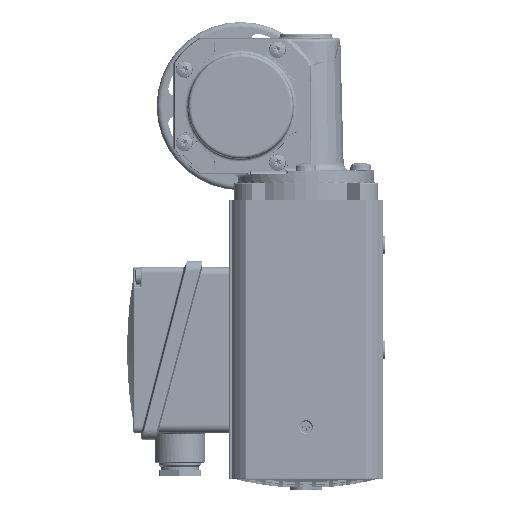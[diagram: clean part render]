
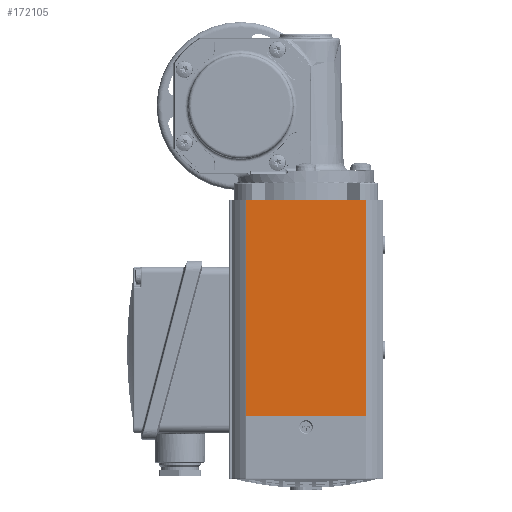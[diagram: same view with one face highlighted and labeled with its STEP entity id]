
A CAD part, left-side view. The second image highlights one B-rep face of the part: STEP entity #172105.
In plain terms, the highlighted planar face has unit normal (-1, 0, 0).
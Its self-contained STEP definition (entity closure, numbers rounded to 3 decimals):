
#2760 = CARTESIAN_POINT ( 'NONE',  ( -36.5, -28.5, -104. ) ) ;
#20079 = CARTESIAN_POINT ( 'NONE',  ( -36.5, 36.5, -104. ) ) ;
#40030 = LINE ( 'NONE', #238814, #89749 ) ;
#41473 = DIRECTION ( 'NONE',  ( 0., -1., 0. ) ) ;
#51338 = ORIENTED_EDGE ( 'NONE', *, *, #76815, .F. ) ;
#65212 = CARTESIAN_POINT ( 'NONE',  ( -36.5, -28.5, -0.5 ) ) ;
#71856 = VERTEX_POINT ( 'NONE', #65212 ) ;
#72668 = ORIENTED_EDGE ( 'NONE', *, *, #112358, .T. ) ;
#76815 = EDGE_CURVE ( 'NONE', #262701, #267219, #136467, .T. ) ;
#83754 = EDGE_LOOP ( 'NONE', ( #51338, #249175, #184277, #72668 ) ) ;
#89749 = VECTOR ( 'NONE', #111596, 1000. ) ;
#110395 = EDGE_CURVE ( 'NONE', #262701, #143260, #40030, .T. ) ;
#111596 = DIRECTION ( 'NONE',  ( 0., -1., 0. ) ) ;
#112358 = EDGE_CURVE ( 'NONE', #71856, #267219, #194966, .T. ) ;
#115216 = EDGE_CURVE ( 'NONE', #143260, #71856, #187563, .T. ) ;
#127673 = CARTESIAN_POINT ( 'NONE',  ( -36.5, 36.5, -0.5 ) ) ;
#129862 = VECTOR ( 'NONE', #134308, 1000. ) ;
#131116 = VECTOR ( 'NONE', #237651, 1000. ) ;
#134308 = DIRECTION ( 'NONE',  ( 0., 0., 1. ) ) ;
#136467 = LINE ( 'NONE', #261609, #129862 ) ;
#138434 = VECTOR ( 'NONE', #191701, 1000. ) ;
#143260 = VERTEX_POINT ( 'NONE', #250410 ) ;
#157835 = FACE_OUTER_BOUND ( 'NONE', #83754, .T. ) ;
#157977 = AXIS2_PLACEMENT_3D ( 'NONE', #20079, #168346, #41473 ) ;
#163949 = CARTESIAN_POINT ( 'NONE',  ( -36.5, 28.5, -103.5 ) ) ;
#168346 = DIRECTION ( 'NONE',  ( -1., 0., 0. ) ) ;
#172105 = ADVANCED_FACE ( 'NONE', ( #157835 ), #188845, .T. ) ;
#184277 = ORIENTED_EDGE ( 'NONE', *, *, #115216, .T. ) ;
#187563 = LINE ( 'NONE', #2760, #131116 ) ;
#188845 = PLANE ( 'NONE',  #157977 ) ;
#191701 = DIRECTION ( 'NONE',  ( 0., 1., 0. ) ) ;
#194966 = LINE ( 'NONE', #127673, #138434 ) ;
#237651 = DIRECTION ( 'NONE',  ( 0., 0., 1. ) ) ;
#238814 = CARTESIAN_POINT ( 'NONE',  ( -36.5, 36.5, -103.5 ) ) ;
#249175 = ORIENTED_EDGE ( 'NONE', *, *, #110395, .T. ) ;
#250410 = CARTESIAN_POINT ( 'NONE',  ( -36.5, -28.5, -103.5 ) ) ;
#254424 = CARTESIAN_POINT ( 'NONE',  ( -36.5, 28.5, -0.5 ) ) ;
#261609 = CARTESIAN_POINT ( 'NONE',  ( -36.5, 28.5, -104. ) ) ;
#262701 = VERTEX_POINT ( 'NONE', #163949 ) ;
#267219 = VERTEX_POINT ( 'NONE', #254424 ) ;
